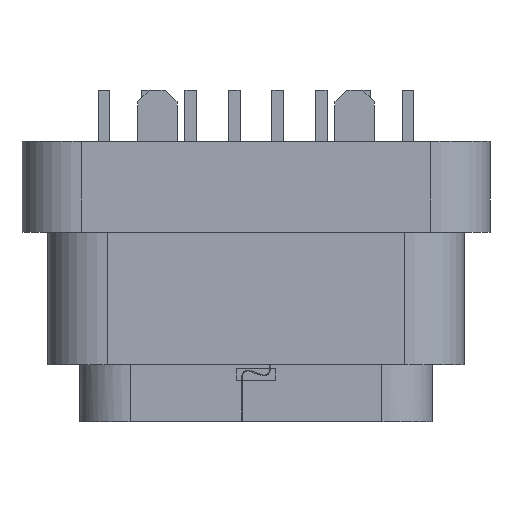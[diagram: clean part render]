
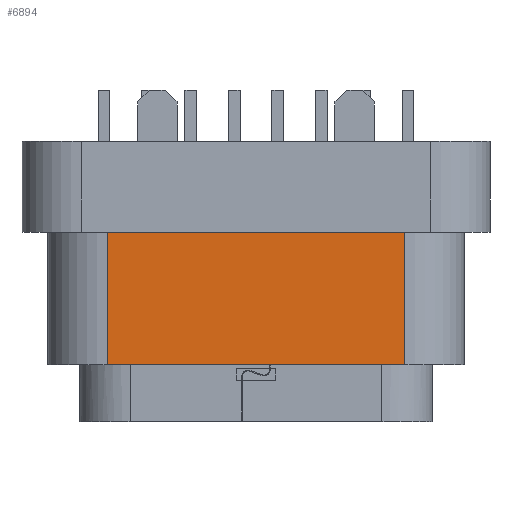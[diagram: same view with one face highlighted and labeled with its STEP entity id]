
A CAD part, front view. The second image highlights one B-rep face of the part: STEP entity #6894.
In plain terms, the highlighted planar face has unit normal (0, -1, 0).
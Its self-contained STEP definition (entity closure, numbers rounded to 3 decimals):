
#113 = VECTOR ( 'NONE', #1261, 1000. ) ;
#526 = CARTESIAN_POINT ( 'NONE',  ( 3.73, -1.28, -9.975 ) ) ;
#678 = FACE_OUTER_BOUND ( 'NONE', #1270, .T. ) ;
#1130 = CARTESIAN_POINT ( 'NONE',  ( 11.27, -1.28, -9.975 ) ) ;
#1178 = CARTESIAN_POINT ( 'NONE',  ( 11.27, -1.28, -13.325 ) ) ;
#1261 = DIRECTION ( 'NONE',  ( -1., 0., 0. ) ) ;
#1270 = EDGE_LOOP ( 'NONE', ( #7449, #9652, #1566, #10689 ) ) ;
#1365 = LINE ( 'NONE', #11489, #11806 ) ;
#1566 = ORIENTED_EDGE ( 'NONE', *, *, #4541, .T. ) ;
#1984 = CARTESIAN_POINT ( 'NONE',  ( 11.27, -1.28, -8.775 ) ) ;
#2068 = PLANE ( 'NONE',  #3624 ) ;
#2206 = LINE ( 'NONE', #12685, #10895 ) ;
#3208 = DIRECTION ( 'NONE',  ( 0., -1., 0. ) ) ;
#3383 = DIRECTION ( 'NONE',  ( -1., 0., 0. ) ) ;
#3624 = AXIS2_PLACEMENT_3D ( 'NONE', #1984, #3208, #10270 ) ;
#4541 = EDGE_CURVE ( 'NONE', #13172, #4709, #8464, .T. ) ;
#4709 = VERTEX_POINT ( 'NONE', #526 ) ;
#4920 = VERTEX_POINT ( 'NONE', #9957 ) ;
#6379 = DIRECTION ( 'NONE',  ( 0., 0., -1. ) ) ;
#6894 = ADVANCED_FACE ( 'NONE', ( #678 ), #2068, .T. ) ;
#6943 = VECTOR ( 'NONE', #6379, 1000. ) ;
#7449 = ORIENTED_EDGE ( 'NONE', *, *, #7765, .F. ) ;
#7765 = EDGE_CURVE ( 'NONE', #9493, #4920, #2206, .T. ) ;
#8315 = DIRECTION ( 'NONE',  ( 0., 0., -1. ) ) ;
#8464 = LINE ( 'NONE', #10124, #113 ) ;
#8744 = EDGE_CURVE ( 'NONE', #13172, #9493, #1365, .T. ) ;
#8840 = EDGE_CURVE ( 'NONE', #4709, #4920, #12434, .T. ) ;
#9478 = CARTESIAN_POINT ( 'NONE',  ( 3.73, -1.28, -8.775 ) ) ;
#9493 = VERTEX_POINT ( 'NONE', #1178 ) ;
#9652 = ORIENTED_EDGE ( 'NONE', *, *, #8744, .F. ) ;
#9957 = CARTESIAN_POINT ( 'NONE',  ( 3.73, -1.28, -13.325 ) ) ;
#10124 = CARTESIAN_POINT ( 'NONE',  ( 0., -1.28, -9.975 ) ) ;
#10270 = DIRECTION ( 'NONE',  ( 0., 0., -1. ) ) ;
#10689 = ORIENTED_EDGE ( 'NONE', *, *, #8840, .T. ) ;
#10895 = VECTOR ( 'NONE', #3383, 1000. ) ;
#11489 = CARTESIAN_POINT ( 'NONE',  ( 11.27, -1.28, -8.775 ) ) ;
#11806 = VECTOR ( 'NONE', #8315, 1000. ) ;
#12434 = LINE ( 'NONE', #9478, #6943 ) ;
#12685 = CARTESIAN_POINT ( 'NONE',  ( 11.27, -1.28, -13.325 ) ) ;
#13172 = VERTEX_POINT ( 'NONE', #1130 ) ;
